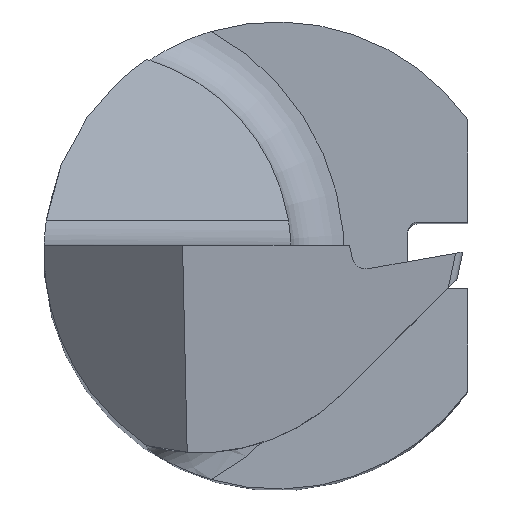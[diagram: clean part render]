
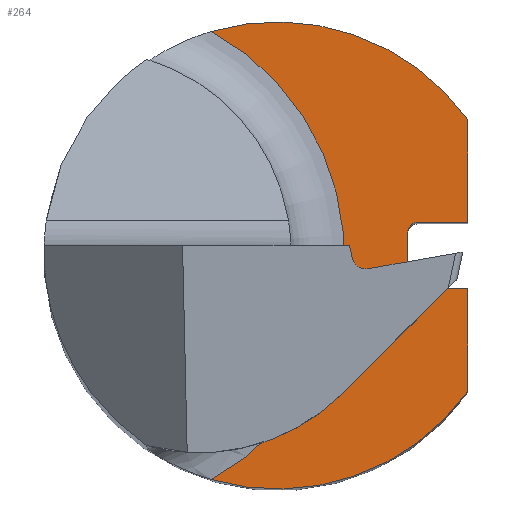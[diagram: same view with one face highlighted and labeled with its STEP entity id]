
A CAD part, top view. The second image highlights one B-rep face of the part: STEP entity #264.
In plain terms, the highlighted planar face has unit normal (0, 0, 1).
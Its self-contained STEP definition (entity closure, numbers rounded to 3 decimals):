
#1 = EDGE_CURVE ( 'NONE', #947, #900, #904, .T. ) ;
#3 = PLANE ( 'NONE',  #203 ) ;
#4 = CARTESIAN_POINT ( 'NONE',  ( -0.99, -3.357, 15. ) ) ;
#10 = FACE_OUTER_BOUND ( 'NONE', #757, .T. ) ;
#57 = CARTESIAN_POINT ( 'NONE',  ( 64.45, 0.5, 15. ) ) ;
#62 = CARTESIAN_POINT ( 'NONE',  ( 0., 0., 15. ) ) ;
#71 = DIRECTION ( 'NONE',  ( 1., 0., 0. ) ) ;
#86 = CARTESIAN_POINT ( 'NONE',  ( 2.85, 0.5, 15. ) ) ;
#94 = AXIS2_PLACEMENT_3D ( 'NONE', #885, #644, #801 ) ;
#96 = DIRECTION ( 'NONE',  ( 0., 0., 1. ) ) ;
#107 = EDGE_CURVE ( 'NONE', #494, #279, #295, .T. ) ;
#135 = ORIENTED_EDGE ( 'NONE', *, *, #821, .T. ) ;
#182 = EDGE_CURVE ( 'NONE', #664, #260, #391, .T. ) ;
#188 = CARTESIAN_POINT ( 'NONE',  ( 2.85, -0.5, 15. ) ) ;
#201 = DIRECTION ( 'NONE',  ( 1., 0., 0. ) ) ;
#203 = AXIS2_PLACEMENT_3D ( 'NONE', #723, #714, #961 ) ;
#204 = CARTESIAN_POINT ( 'NONE',  ( 2.1, -0.5, 15. ) ) ;
#212 = DIRECTION ( 'NONE',  ( 0., 0., 1. ) ) ;
#233 = AXIS2_PLACEMENT_3D ( 'NONE', #797, #557, #253 ) ;
#239 = CIRCLE ( 'NONE', #325, 3.5 ) ;
#253 = DIRECTION ( 'NONE',  ( 1., 0., 0. ) ) ;
#258 = CARTESIAN_POINT ( 'NONE',  ( 0., 0., 15. ) ) ;
#260 = VERTEX_POINT ( 'NONE', #882 ) ;
#264 = ADVANCED_FACE ( 'NONE', ( #10 ), #3, .T. ) ;
#266 = DIRECTION ( 'NONE',  ( 0., 1., 0. ) ) ;
#271 = CARTESIAN_POINT ( 'NONE',  ( 1.95, 0.5, 15. ) ) ;
#275 = ORIENTED_EDGE ( 'NONE', *, *, #972, .T. ) ;
#279 = VERTEX_POINT ( 'NONE', #188 ) ;
#285 = VERTEX_POINT ( 'NONE', #902 ) ;
#295 = LINE ( 'NONE', #704, #710 ) ;
#325 = AXIS2_PLACEMENT_3D ( 'NONE', #258, #96, #201 ) ;
#327 = EDGE_CURVE ( 'NONE', #654, #664, #915, .T. ) ;
#335 = CARTESIAN_POINT ( 'NONE',  ( 1.95, 0.35, 15. ) ) ;
#344 = LINE ( 'NONE', #988, #884 ) ;
#391 = CIRCLE ( 'NONE', #742, 3.5 ) ;
#401 = VECTOR ( 'NONE', #605, 1000. ) ;
#450 = DIRECTION ( 'NONE',  ( 1., 0., 0. ) ) ;
#465 = DIRECTION ( 'NONE',  ( 1., 0., 0. ) ) ;
#493 = ORIENTED_EDGE ( 'NONE', *, *, #806, .T. ) ;
#494 = VERTEX_POINT ( 'NONE', #204 ) ;
#529 = DIRECTION ( 'NONE',  ( 1., 0., 0. ) ) ;
#548 = ORIENTED_EDGE ( 'NONE', *, *, #735, .T. ) ;
#555 = CIRCLE ( 'NONE', #94, 3.827 ) ;
#556 = VERTEX_POINT ( 'NONE', #4 ) ;
#557 = DIRECTION ( 'NONE',  ( 0., 0., -1. ) ) ;
#570 = DIRECTION ( 'NONE',  ( 0., 1., 0. ) ) ;
#577 = CARTESIAN_POINT ( 'NONE',  ( 2.85, 2.032, 15. ) ) ;
#605 = DIRECTION ( 'NONE',  ( 0., -1., 0. ) ) ;
#612 = AXIS2_PLACEMENT_3D ( 'NONE', #615, #951, #71 ) ;
#615 = CARTESIAN_POINT ( 'NONE',  ( 2.1, 0.35, 15. ) ) ;
#644 = DIRECTION ( 'NONE',  ( 0., 0., -1. ) ) ;
#654 = VERTEX_POINT ( 'NONE', #86 ) ;
#663 = CARTESIAN_POINT ( 'NONE',  ( 2.85, 2.032, 15. ) ) ;
#664 = VERTEX_POINT ( 'NONE', #577 ) ;
#691 = CIRCLE ( 'NONE', #233, 0.15 ) ;
#701 = ORIENTED_EDGE ( 'NONE', *, *, #327, .T. ) ;
#702 = LINE ( 'NONE', #57, #1019 ) ;
#704 = CARTESIAN_POINT ( 'NONE',  ( 64.45, -0.5, 15. ) ) ;
#710 = VECTOR ( 'NONE', #465, 1000. ) ;
#714 = DIRECTION ( 'NONE',  ( 0., 0., 1. ) ) ;
#723 = CARTESIAN_POINT ( 'NONE',  ( -0.325, -0.054, 15. ) ) ;
#733 = VERTEX_POINT ( 'NONE', #892 ) ;
#735 = EDGE_CURVE ( 'NONE', #556, #733, #239, .T. ) ;
#742 = AXIS2_PLACEMENT_3D ( 'NONE', #62, #212, #450 ) ;
#753 = EDGE_CURVE ( 'NONE', #733, #279, #344, .T. ) ;
#757 = EDGE_LOOP ( 'NONE', ( #991, #837, #548, #986, #933, #275, #834, #135, #493, #701 ) ) ;
#797 = CARTESIAN_POINT ( 'NONE',  ( 2.1, -0.35, 15. ) ) ;
#801 = DIRECTION ( 'NONE',  ( 1., 0., 0. ) ) ;
#806 = EDGE_CURVE ( 'NONE', #285, #654, #702, .T. ) ;
#821 = EDGE_CURVE ( 'NONE', #947, #285, #928, .T. ) ;
#834 = ORIENTED_EDGE ( 'NONE', *, *, #1, .F. ) ;
#837 = ORIENTED_EDGE ( 'NONE', *, *, #968, .T. ) ;
#882 = CARTESIAN_POINT ( 'NONE',  ( -0.99, 3.357, 15. ) ) ;
#884 = VECTOR ( 'NONE', #266, 1000. ) ;
#885 = CARTESIAN_POINT ( 'NONE',  ( -2.827, 0., 15. ) ) ;
#892 = CARTESIAN_POINT ( 'NONE',  ( 2.85, -2.032, 15. ) ) ;
#900 = VERTEX_POINT ( 'NONE', #979 ) ;
#902 = CARTESIAN_POINT ( 'NONE',  ( 2.1, 0.5, 15. ) ) ;
#904 = LINE ( 'NONE', #271, #401 ) ;
#915 = LINE ( 'NONE', #663, #973 ) ;
#928 = CIRCLE ( 'NONE', #612, 0.15 ) ;
#933 = ORIENTED_EDGE ( 'NONE', *, *, #107, .F. ) ;
#947 = VERTEX_POINT ( 'NONE', #335 ) ;
#951 = DIRECTION ( 'NONE',  ( 0., 0., -1. ) ) ;
#961 = DIRECTION ( 'NONE',  ( 1., 0., 0. ) ) ;
#968 = EDGE_CURVE ( 'NONE', #260, #556, #555, .T. ) ;
#972 = EDGE_CURVE ( 'NONE', #494, #900, #691, .T. ) ;
#973 = VECTOR ( 'NONE', #570, 1000. ) ;
#979 = CARTESIAN_POINT ( 'NONE',  ( 1.95, -0.35, 15. ) ) ;
#986 = ORIENTED_EDGE ( 'NONE', *, *, #753, .T. ) ;
#988 = CARTESIAN_POINT ( 'NONE',  ( 2.85, 2.032, 15. ) ) ;
#991 = ORIENTED_EDGE ( 'NONE', *, *, #182, .T. ) ;
#1019 = VECTOR ( 'NONE', #529, 1000. ) ;
